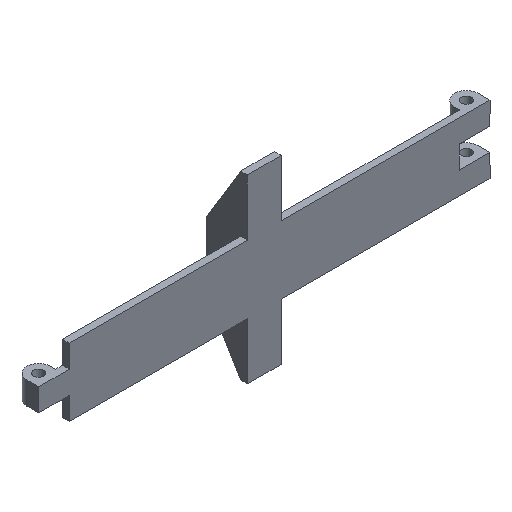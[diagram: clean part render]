
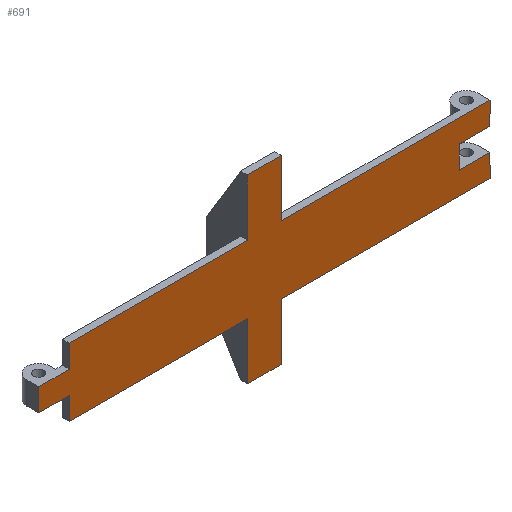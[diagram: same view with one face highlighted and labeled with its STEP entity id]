
A CAD part, isometric view. The second image highlights one B-rep face of the part: STEP entity #691.
In plain terms, the highlighted planar face has unit normal (0, -1, 0).
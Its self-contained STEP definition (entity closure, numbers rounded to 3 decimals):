
#46=PLANE('',#763);
#77=FACE_OUTER_BOUND('',#119,.T.);
#119=EDGE_LOOP('',(#609,#610,#611,#612,#613,#614,#615,#616,#617,#618,#619,
#620,#621,#622,#623,#624,#625,#626,#627,#628));
#131=LINE('',#970,#213);
#137=LINE('',#981,#219);
#139=LINE('',#987,#221);
#145=LINE('',#999,#227);
#150=LINE('',#1007,#232);
#151=LINE('',#1009,#233);
#154=LINE('',#1016,#236);
#161=LINE('',#1035,#243);
#162=LINE('',#1040,#244);
#177=LINE('',#1070,#259);
#182=LINE('',#1086,#264);
#184=LINE('',#1091,#266);
#185=LINE('',#1094,#267);
#187=LINE('',#1098,#269);
#191=LINE('',#1113,#273);
#194=LINE('',#1120,#276);
#200=LINE('',#1131,#282);
#201=LINE('',#1133,#283);
#202=LINE('',#1135,#284);
#203=LINE('',#1136,#285);
#213=VECTOR('',#787,10.);
#219=VECTOR('',#793,10.);
#221=VECTOR('',#797,10.);
#227=VECTOR('',#803,10.);
#232=VECTOR('',#812,10.);
#233=VECTOR('',#815,10.);
#236=VECTOR('',#824,10.);
#243=VECTOR('',#839,10.);
#244=VECTOR('',#844,10.);
#259=VECTOR('',#865,10.);
#264=VECTOR('',#878,10.);
#266=VECTOR('',#884,10.);
#267=VECTOR('',#887,10.);
#269=VECTOR('',#891,10.);
#273=VECTOR('',#903,10.);
#276=VECTOR('',#910,10.);
#282=VECTOR('',#926,10.);
#283=VECTOR('',#929,10.);
#284=VECTOR('',#932,10.);
#285=VECTOR('',#933,10.);
#308=VERTEX_POINT('',#963);
#310=VERTEX_POINT('',#967);
#311=VERTEX_POINT('',#969);
#316=VERTEX_POINT('',#979);
#317=VERTEX_POINT('',#983);
#319=VERTEX_POINT('',#986);
#324=VERTEX_POINT('',#996);
#325=VERTEX_POINT('',#998);
#327=VERTEX_POINT('',#1015);
#335=VERTEX_POINT('',#1033);
#337=VERTEX_POINT('',#1039);
#348=VERTEX_POINT('',#1067);
#349=VERTEX_POINT('',#1069);
#355=VERTEX_POINT('',#1083);
#356=VERTEX_POINT('',#1085);
#358=VERTEX_POINT('',#1093);
#359=VERTEX_POINT('',#1097);
#365=VERTEX_POINT('',#1110);
#366=VERTEX_POINT('',#1112);
#368=VERTEX_POINT('',#1119);
#375=EDGE_CURVE('',#310,#311,#131,.T.);
#381=EDGE_CURVE('',#316,#308,#137,.T.);
#383=EDGE_CURVE('',#317,#319,#139,.T.);
#389=EDGE_CURVE('',#324,#325,#145,.T.);
#394=EDGE_CURVE('',#324,#311,#150,.T.);
#395=EDGE_CURVE('',#319,#316,#151,.T.);
#398=EDGE_CURVE('',#308,#327,#154,.T.);
#408=EDGE_CURVE('',#335,#310,#161,.T.);
#410=EDGE_CURVE('',#325,#337,#162,.T.);
#425=EDGE_CURVE('',#349,#348,#177,.T.);
#433=EDGE_CURVE('',#356,#355,#182,.T.);
#436=EDGE_CURVE('',#348,#356,#184,.T.);
#437=EDGE_CURVE('',#358,#337,#185,.T.);
#439=EDGE_CURVE('',#359,#358,#187,.T.);
#446=EDGE_CURVE('',#366,#365,#191,.T.);
#450=EDGE_CURVE('',#368,#366,#194,.T.);
#456=EDGE_CURVE('',#327,#355,#200,.T.);
#457=EDGE_CURVE('',#349,#335,#201,.T.);
#458=EDGE_CURVE('',#368,#317,#202,.T.);
#459=EDGE_CURVE('',#365,#359,#203,.T.);
#609=ORIENTED_EDGE('',*,*,#458,.F.);
#610=ORIENTED_EDGE('',*,*,#450,.T.);
#611=ORIENTED_EDGE('',*,*,#446,.T.);
#612=ORIENTED_EDGE('',*,*,#459,.T.);
#613=ORIENTED_EDGE('',*,*,#439,.T.);
#614=ORIENTED_EDGE('',*,*,#437,.T.);
#615=ORIENTED_EDGE('',*,*,#410,.F.);
#616=ORIENTED_EDGE('',*,*,#389,.F.);
#617=ORIENTED_EDGE('',*,*,#394,.T.);
#618=ORIENTED_EDGE('',*,*,#375,.F.);
#619=ORIENTED_EDGE('',*,*,#408,.F.);
#620=ORIENTED_EDGE('',*,*,#457,.F.);
#621=ORIENTED_EDGE('',*,*,#425,.T.);
#622=ORIENTED_EDGE('',*,*,#436,.T.);
#623=ORIENTED_EDGE('',*,*,#433,.T.);
#624=ORIENTED_EDGE('',*,*,#456,.F.);
#625=ORIENTED_EDGE('',*,*,#398,.F.);
#626=ORIENTED_EDGE('',*,*,#381,.F.);
#627=ORIENTED_EDGE('',*,*,#395,.F.);
#628=ORIENTED_EDGE('',*,*,#383,.F.);
#691=ADVANCED_FACE('',(#77),#46,.T.);
#763=AXIS2_PLACEMENT_3D('',#1134,#930,#931);
#787=DIRECTION('',(0.,0.,-1.));
#793=DIRECTION('',(0.,0.,-1.));
#797=DIRECTION('',(0.,0.,1.));
#803=DIRECTION('',(0.,0.,1.));
#812=DIRECTION('',(1.,0.,0.));
#815=DIRECTION('',(1.,0.,0.));
#824=DIRECTION('',(1.,0.,0.));
#839=DIRECTION('',(-1.,0.,0.));
#844=DIRECTION('',(-1.,0.,0.));
#865=DIRECTION('',(-1.,0.,0.));
#878=DIRECTION('',(1.,0.,0.));
#884=DIRECTION('',(0.,0.,1.));
#887=DIRECTION('',(0.,0.,-1.));
#891=DIRECTION('',(1.,0.,0.));
#903=DIRECTION('',(-1.,0.,0.));
#910=DIRECTION('',(0.,0.,-1.));
#926=DIRECTION('',(0.,0.,-1.));
#929=DIRECTION('',(0.,0.,-1.));
#930=DIRECTION('center_axis',(0.,-1.,0.));
#931=DIRECTION('ref_axis',(-1.,0.,0.));
#932=DIRECTION('',(1.,0.,0.));
#933=DIRECTION('',(0.,0.,-1.));
#963=CARTESIAN_POINT('',(2.5,0.,0.));
#967=CARTESIAN_POINT('',(2.5,0.,-10.));
#969=CARTESIAN_POINT('',(2.5,0.,-18.333));
#970=CARTESIAN_POINT('',(2.5,0.,10.));
#979=CARTESIAN_POINT('',(2.5,0.,8.333));
#981=CARTESIAN_POINT('',(2.5,0.,10.));
#983=CARTESIAN_POINT('',(-2.5,0.,0.));
#986=CARTESIAN_POINT('',(-2.5,0.,8.333));
#987=CARTESIAN_POINT('',(-2.5,0.,10.));
#996=CARTESIAN_POINT('',(-2.5,0.,-18.333));
#998=CARTESIAN_POINT('',(-2.5,0.,-10.));
#999=CARTESIAN_POINT('',(-2.5,0.,10.));
#1007=CARTESIAN_POINT('',(0.,0.,-18.333));
#1009=CARTESIAN_POINT('',(0.,0.,8.333));
#1015=CARTESIAN_POINT('',(33.25,0.,0.));
#1016=CARTESIAN_POINT('',(-33.25,0.,0.));
#1033=CARTESIAN_POINT('',(33.25,0.,-10.));
#1035=CARTESIAN_POINT('',(-33.25,0.,-10.));
#1039=CARTESIAN_POINT('',(-28.75,0.,-10.));
#1040=CARTESIAN_POINT('',(-33.25,0.,-10.));
#1067=CARTESIAN_POINT('',(28.75,0.,-6.667));
#1069=CARTESIAN_POINT('',(33.25,0.,-6.667));
#1070=CARTESIAN_POINT('',(33.25,0.,-6.667));
#1083=CARTESIAN_POINT('',(33.25,0.,-3.333));
#1085=CARTESIAN_POINT('',(28.75,0.,-3.333));
#1086=CARTESIAN_POINT('',(31.,0.,-3.333));
#1091=CARTESIAN_POINT('',(28.75,0.,-3.333));
#1093=CARTESIAN_POINT('',(-28.75,0.,-6.667));
#1094=CARTESIAN_POINT('',(-28.75,0.,-3.333));
#1097=CARTESIAN_POINT('',(-33.25,0.,-6.667));
#1098=CARTESIAN_POINT('',(0.,0.,-6.667));
#1110=CARTESIAN_POINT('',(-33.25,0.,-3.333));
#1112=CARTESIAN_POINT('',(-28.75,0.,-3.333));
#1113=CARTESIAN_POINT('',(2.25,0.,-3.333));
#1119=CARTESIAN_POINT('',(-28.75,0.,0.));
#1120=CARTESIAN_POINT('',(-28.75,0.,0.));
#1131=CARTESIAN_POINT('',(33.25,0.,0.));
#1133=CARTESIAN_POINT('',(33.25,0.,0.));
#1134=CARTESIAN_POINT('Origin',(33.25,0.,0.));
#1135=CARTESIAN_POINT('',(-33.25,0.,0.));
#1136=CARTESIAN_POINT('',(-33.25,0.,0.));
